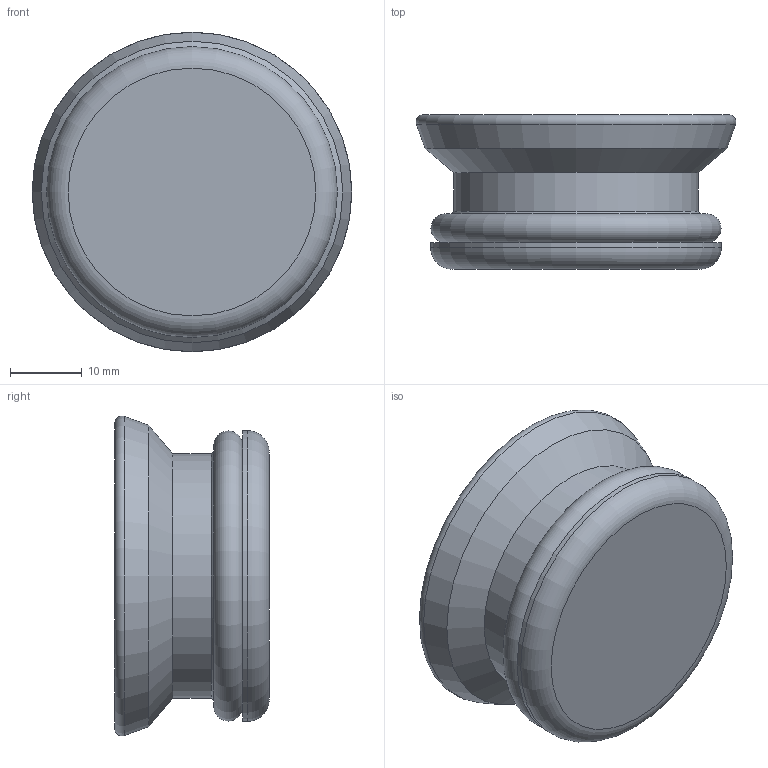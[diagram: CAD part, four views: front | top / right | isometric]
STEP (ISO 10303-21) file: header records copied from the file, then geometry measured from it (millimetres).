
FILE_DESCRIPTION(/* description */ (''),/* implementation_level */ '2;1');
FILE_NAME(/* name */ 'ZATKA-2016-01-0051.stp',/* time_stamp */ '2018-02-05T13:18:18+01:00',/* author */ ('PC'),/* organization */ (''),/* preprocessor_version */ 'ST-DEVELOPER v16.13',/* originating_system */ 'Autodesk Inventor 2018',/* authorisation */ '');
FILE_SCHEMA (('AUTOMOTIVE_DESIGN { 1 0 10303 214 3 1 1 }'));
Length unit declared in the file: millimetre
Products named in the file (1): Součást11
Bounding box: 44.56 x 21.5 x 44.56 mm (x, y, z)
Volume: 24655.8 mm3; surface area: 6782.4 mm2
Topology: 1 solids, 1 shells, 16 faces, 34 edges, 21 vertices
Faces by surface type: torus 5, cone 5, plane 3, cylinder 3
Full cylindrical faces by diameter (mm): 8.376 x1, 34 x1, 40.5 x1
Entity records: 383 total; most frequent: DIRECTION 64, CARTESIAN_POINT 47, AXIS2_PLACEMENT_3D 32, EDGE_LOOP 30, ORIENTED_EDGE 30, STYLED_ITEM 17, FACE_OUTER_BOUND 16, ADVANCED_FACE 16
